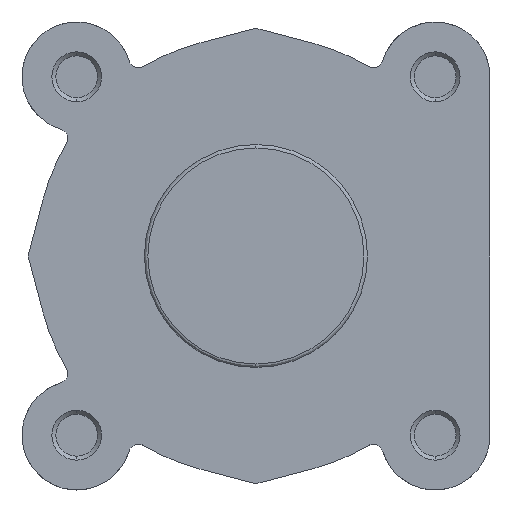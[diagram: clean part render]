
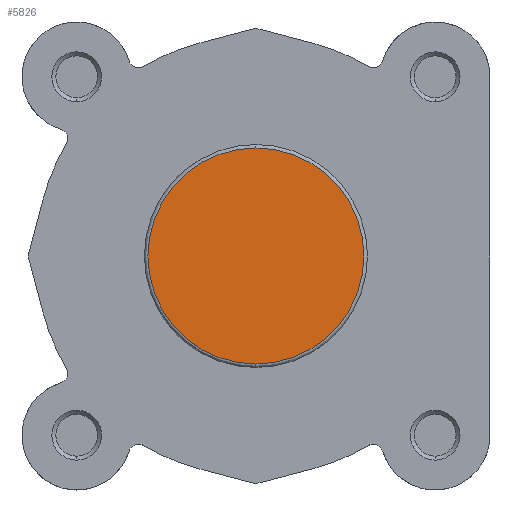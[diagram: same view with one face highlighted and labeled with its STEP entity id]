
A CAD part, left-side view. The second image highlights one B-rep face of the part: STEP entity #5826.
In plain terms, the highlighted planar face has unit normal (-1, 0, 0).
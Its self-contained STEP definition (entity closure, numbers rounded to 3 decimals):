
#286 = EDGE_CURVE ( 'NONE', #6187, #6186, #1541, .T. ) ;
#511 = EDGE_CURVE ( 'NONE', #6186, #6187, #1868, .T. ) ;
#737 = AXIS2_PLACEMENT_3D ( 'NONE', #2885, #2886, #2887 ) ;
#857 = AXIS2_PLACEMENT_3D ( 'NONE', #3449, #3458, #3459 ) ;
#1105 = AXIS2_PLACEMENT_3D ( 'NONE', #4385, #4393, #4394 ) ;
#1541 = CIRCLE ( 'NONE', #737, 21.7 ) ;
#1868 = CIRCLE ( 'NONE', #857, 21.7 ) ;
#2329 = EDGE_LOOP ( 'NONE', ( #7099, #7105 ) ) ;
#2885 = CARTESIAN_POINT ( 'NONE',  ( 0., 0., 0. ) ) ;
#2886 = DIRECTION ( 'NONE',  ( -1., 0., 0. ) ) ;
#2887 = DIRECTION ( 'NONE',  ( 0., 0., -1. ) ) ;
#3449 = CARTESIAN_POINT ( 'NONE',  ( 0., 0., 0. ) ) ;
#3458 = DIRECTION ( 'NONE',  ( -1., 0., 0. ) ) ;
#3459 = DIRECTION ( 'NONE',  ( 0., 0., -1. ) ) ;
#4378 = PLANE ( 'NONE',  #1105 ) ;
#4385 = CARTESIAN_POINT ( 'NONE',  ( 0., 22.4, 0. ) ) ;
#4393 = DIRECTION ( 'NONE',  ( 1., 0., 0. ) ) ;
#4394 = DIRECTION ( 'NONE',  ( 0., 0., -1. ) ) ;
#5128 = FACE_OUTER_BOUND ( 'NONE', #2329, .T. ) ;
#5445 = CARTESIAN_POINT ( 'NONE',  ( 0., 0., 21.7 ) ) ;
#5446 = CARTESIAN_POINT ( 'NONE',  ( 0., 0., -21.7 ) ) ;
#5826 = ADVANCED_FACE ( 'NONE', ( #5128 ), #4378, .F. ) ;
#6186 = VERTEX_POINT ( 'NONE', #5445 ) ;
#6187 = VERTEX_POINT ( 'NONE', #5446 ) ;
#7099 = ORIENTED_EDGE ( 'NONE', *, *, #286, .T. ) ;
#7105 = ORIENTED_EDGE ( 'NONE', *, *, #511, .T. ) ;
